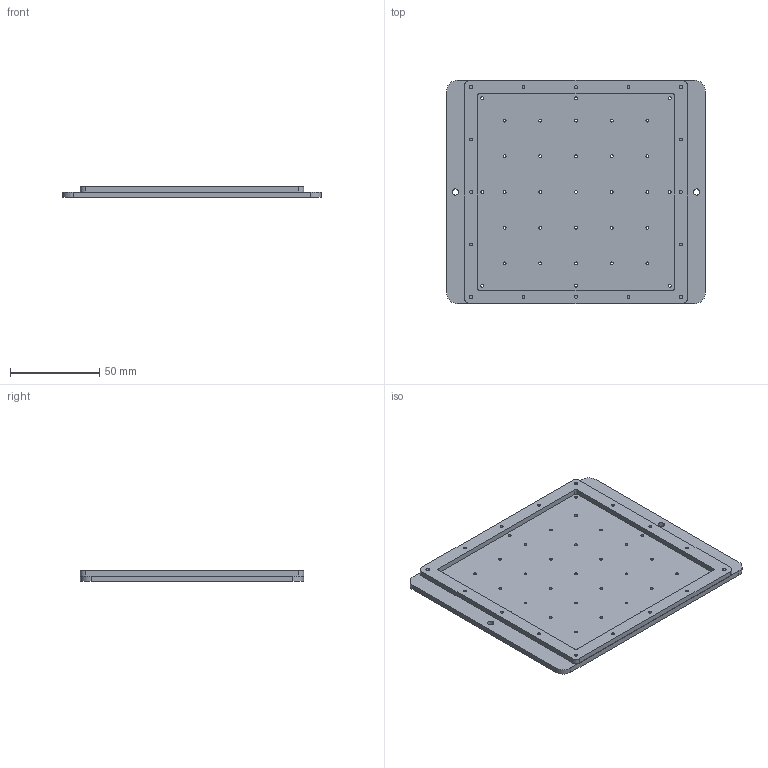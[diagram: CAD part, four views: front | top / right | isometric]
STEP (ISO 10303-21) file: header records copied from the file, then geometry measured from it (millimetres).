
FILE_DESCRIPTION(/* description */ (''),/* implementation_level */ '2;1');
FILE_NAME(/* name */ 'jig v4.step',/* time_stamp */ '2024-06-20T15:43:55+02:00',/* author */ (''),/* organization */ (''),/* preprocessor_version */ 'ST-DEVELOPER v20',/* originating_system */ 'Autodesk Translation Framework v12.20.1.177',/* authorisation */ '');
FILE_SCHEMA (('AUTOMOTIVE_DESIGN { 1 0 10303 214 3 1 1 }'));
Length unit declared in the file: millimetre
Products named in the file (4): jig; base; stencilFrame; aligmentPin
Assembly tree (6 placements, depth 2):
  jig
    base
    stencilFrame
    aligmentPin  x4
Bounding box: 145 x 125 x 6 mm (x, y, z)
Volume: 64497.5 mm3; surface area: 48410.3 mm2
Topology: 6 solids, 6 shells, 103 faces, 269 edges, 178 vertices
Faces by surface type: cylinder 71, plane 24, cone 4, torus 4
Full cylindrical faces by diameter (mm): 1.623 x45, 2 x12, 3.5 x2
Entity records: 3273 total; most frequent: DIRECTION 581, CARTESIAN_POINT 506, ORIENTED_EDGE 490, EDGE_CURVE 245, AXIS2_PLACEMENT_3D 238, EDGE_LOOP 200, VERTEX_POINT 163, CIRCLE 140
